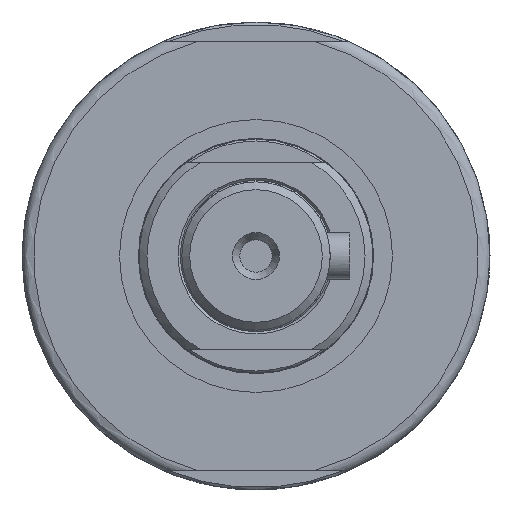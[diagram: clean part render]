
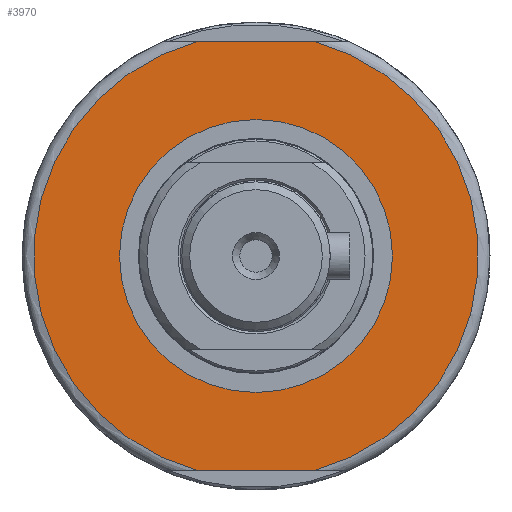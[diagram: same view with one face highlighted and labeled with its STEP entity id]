
A CAD part, left-side view. The second image highlights one B-rep face of the part: STEP entity #3970.
In plain terms, the highlighted planar face has unit normal (-1, 0, 0).
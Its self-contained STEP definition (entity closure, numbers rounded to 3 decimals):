
#151=FACE_BOUND('',#682,.T.);
#254=PLANE('',#4378);
#439=FACE_OUTER_BOUND('',#681,.T.);
#681=EDGE_LOOP('',(#3314,#3315,#3316,#3317));
#682=EDGE_LOOP('',(#3318,#3319));
#968=LINE('',#6773,#1244);
#969=LINE('',#6774,#1245);
#1244=VECTOR('',#5386,10.);
#1245=VECTOR('',#5387,10.);
#1445=CIRCLE('',#4359,17.5);
#1446=CIRCLE('',#4360,17.5);
#1456=CIRCLE('',#4373,28.5);
#1459=CIRCLE('',#4377,28.5);
#1799=VERTEX_POINT('',#6675);
#1800=VERTEX_POINT('',#6677);
#1811=VERTEX_POINT('',#6704);
#1812=VERTEX_POINT('',#6719);
#1814=VERTEX_POINT('',#6738);
#1817=VERTEX_POINT('',#6756);
#2311=EDGE_CURVE('',#1800,#1799,#1445,.T.);
#2312=EDGE_CURVE('',#1799,#1800,#1446,.T.);
#2325=EDGE_CURVE('',#1811,#1812,#1456,.T.);
#2331=EDGE_CURVE('',#1817,#1814,#1459,.T.);
#2332=EDGE_CURVE('',#1811,#1814,#968,.T.);
#2333=EDGE_CURVE('',#1817,#1812,#969,.T.);
#3314=ORIENTED_EDGE('',*,*,#2332,.T.);
#3315=ORIENTED_EDGE('',*,*,#2331,.F.);
#3316=ORIENTED_EDGE('',*,*,#2333,.T.);
#3317=ORIENTED_EDGE('',*,*,#2325,.F.);
#3318=ORIENTED_EDGE('',*,*,#2311,.T.);
#3319=ORIENTED_EDGE('',*,*,#2312,.T.);
#3970=ADVANCED_FACE('',(#439,#151),#254,.T.);
#4359=AXIS2_PLACEMENT_3D('',#6678,#5344,#5345);
#4360=AXIS2_PLACEMENT_3D('',#6679,#5346,#5347);
#4373=AXIS2_PLACEMENT_3D('',#6720,#5374,#5375);
#4377=AXIS2_PLACEMENT_3D('',#6771,#5382,#5383);
#4378=AXIS2_PLACEMENT_3D('',#6772,#5384,#5385);
#5344=DIRECTION('center_axis',(1.,0.,0.));
#5345=DIRECTION('ref_axis',(0.,-1.,0.));
#5346=DIRECTION('center_axis',(1.,0.,0.));
#5347=DIRECTION('ref_axis',(0.,-1.,0.));
#5374=DIRECTION('center_axis',(1.,0.,0.));
#5375=DIRECTION('ref_axis',(0.,-1.,0.));
#5382=DIRECTION('center_axis',(1.,0.,0.));
#5383=DIRECTION('ref_axis',(0.,-1.,0.));
#5384=DIRECTION('center_axis',(-1.,0.,0.));
#5385=DIRECTION('ref_axis',(0.,0.,
-1.));
#5386=DIRECTION('',(0.,-1.,0.));
#5387=DIRECTION('',(0.,1.,0.));
#6675=CARTESIAN_POINT('',(-198.7,17.5,0.));
#6677=CARTESIAN_POINT('',(-198.7,-17.5,0.));
#6678=CARTESIAN_POINT('Origin',(-198.7,0.,0.));
#6679=CARTESIAN_POINT('Origin',(-198.7,0.,0.));
#6704=CARTESIAN_POINT('',(-198.7,7.483,-27.5));
#6719=CARTESIAN_POINT('',(-198.7,7.483,27.5));
#6720=CARTESIAN_POINT('Origin',(-198.7,0.,
0.));
#6738=CARTESIAN_POINT('',(-198.7,-7.483,-27.5));
#6756=CARTESIAN_POINT('',(-198.7,-7.483,27.5));
#6771=CARTESIAN_POINT('Origin',(-198.7,0.,
0.));
#6772=CARTESIAN_POINT('Origin',(-198.7,-23.,0.));
#6773=CARTESIAN_POINT('',(-198.7,-24.063,-27.5));
#6774=CARTESIAN_POINT('',(-198.7,1.553,27.5));
